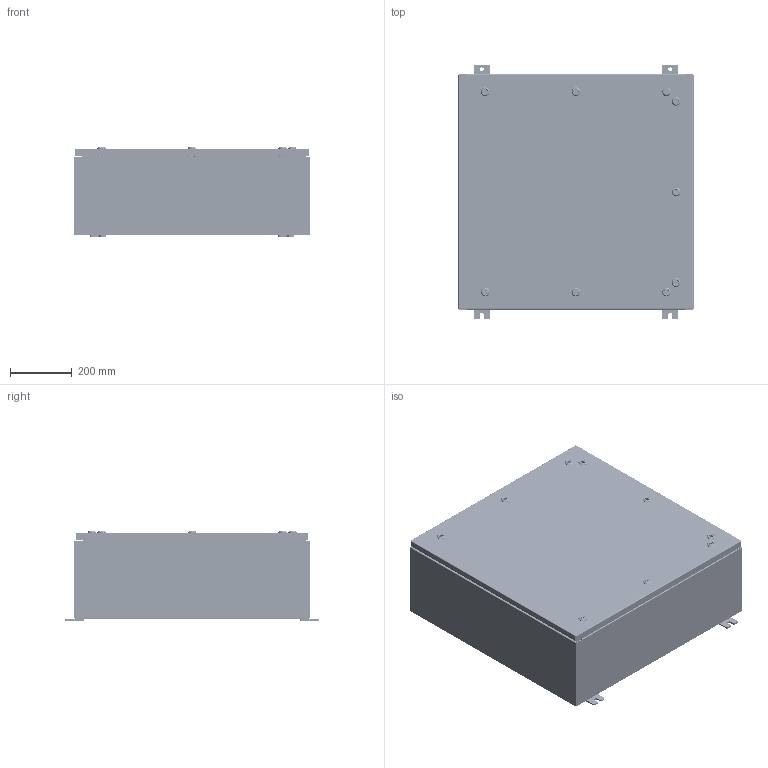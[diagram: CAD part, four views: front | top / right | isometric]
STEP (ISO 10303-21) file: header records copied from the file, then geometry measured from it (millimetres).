
FILE_DESCRIPTION (( 'STEP AP203' ), '1' );
FILE_NAME ('CHDSS6303010WP.STEP', '2014-02-24T20:14:37', ( 'changeme' ), ( 'Microsoft' ), 'SwSTEP 2.0', 'SolidWorks 2013', '' );
FILE_SCHEMA (( 'CONFIG_CONTROL_DESIGN' ));
Length unit declared in the file: inch
Products named in the file (19): HW-CLH-E5-8004_Cam-232112-U-Industrilas; CHDSS6303010WP Top; CHDSS6303010WP Backpanel; HW-CLH-R001-0500_2412-026240-2445-Industrilas; Concealed Hinge (Cover Side); CHDSS6303010WP Mounting Studs; CHDSS6303010WP; Concealed Hinge enclosure side; CHDSS6303010WP Mounting Feet; Housing-211301-IB-Industrilas_Housing-211301-IB-Industrilas; Quarter-20 CD Stud; Nut-211301-IB-Industrilas_Nut-211301-IB-Industrilas; CHDSS6303010WP Enclosure Stiffener; Washer-221320-IB-Industrilas_Washer-221320-IB-Industrilas; CHDSS6303010WP Cover; Screw-221320-IB-Industrilas_Screw-221320-IB-Industrilas; CHDSS6303010WP Body; Insert-221320-IB-Industrilas_Insert-221320-IB-Industrilas; CHDSS6303010WP Bottom
Assembly tree (33 placements, depth 3):
  CHDSS6303010WP
    CHDSS6303010WP Backpanel
    CHDSS6303010WP Mounting Studs  x4
    CHDSS6303010WP Mounting Feet  x4
    Quarter-20 CD Stud  x2
    CHDSS6303010WP Enclosure Stiffener
    CHDSS6303010WP Cover
    CHDSS6303010WP Body
    CHDSS6303010WP Bottom
    CHDSS6303010WP Top
    Concealed Hinge (Cover Side)
    Concealed Hinge enclosure side
    HW-CLH-R001-0500_2412-026240-2445-Industrilas  x9
      Housing-211301-IB-Industrilas_Housing-211301-IB-Industrilas
      Nut-211301-IB-Industrilas_Nut-211301-IB-Industrilas
      Washer-221320-IB-Industrilas_Washer-221320-IB-Industrilas
      Screw-221320-IB-Industrilas_Screw-221320-IB-Industrilas
      Insert-221320-IB-Industrilas_Insert-221320-IB-Industrilas
      HW-CLH-E5-8004_Cam-232112-U-Industrilas
Bounding box: 762 x 825.5 x 288.44 mm (x, y, z)
Volume: 5679009.4 mm3; surface area: 5562602.8 mm2
Topology: 72 solids, 72 shells, 7862 faces, 19935 edges, 12231 vertices
Faces by surface type: cylinder 2442, plane 2246, bspline 1889, cone 1074, torus 148, sphere 63
Entity records: 65235 total; most frequent: CARTESIAN_POINT 35290, ORIENTED_EDGE 6190, DIRECTION 5175, EDGE_CURVE 3095, AXIS2_PLACEMENT_3D 1908, VERTEX_POINT 1875, LINE 1359, VECTOR 1359
